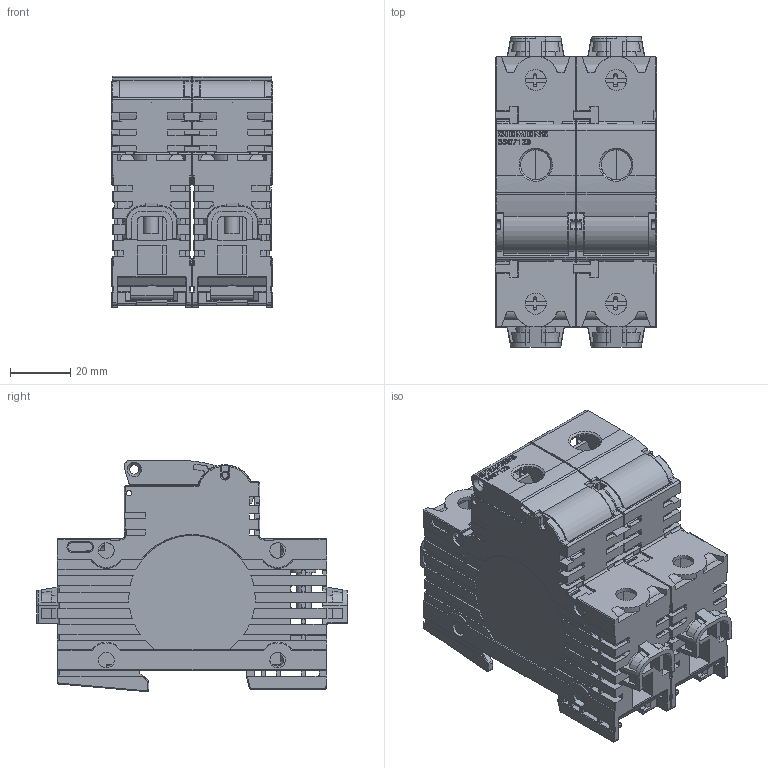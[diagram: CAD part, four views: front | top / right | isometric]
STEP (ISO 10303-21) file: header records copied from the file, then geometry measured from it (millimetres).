
FILE_DESCRIPTION(/* description */ (''),/* implementation_level */ '2;1');
FILE_NAME(/* name */ '5SG7123_v.stp',/* time_stamp */ '2023-03-31T15:13:10+02:00',/* author */ ('"(c) Siemens AG Smart Infrastructure"'),/* organization */ ('"(c) Siemens AG - Smart Infrastructure - EP"'),/* preprocessor_version */ 'ST-DEVELOPER v18.101',/* originating_system */ 'SIEMENS PLM Software NX 2008',/* authorisation */ '"Transmittal reproduction, dissemination and/or editing of this document as well as utilization of its contents and communication thereof to others without express authorization is prohibited. Offenders will be held liable for payment of damages. All rights created by patent grant or registration of a utility model or design patent are reserved."');
FILE_SCHEMA (('AUTOMOTIVE_DESIGN { 1 0 10303 214 3 1 1 1 }'));
Products named in the file (1): model1
Bounding box: 53.6 x 103.2 x 76.96 mm (x, y, z)
Volume: 212295.9 mm3; surface area: 66119.7 mm2
Topology: 5 solids, 13 shells, 2640 faces, 7685 edges, 4966 vertices
Faces by surface type: plane 1329, cylinder 1008, torus 143, cone 86, sphere 46, extrusion 21, bspline 7
Full cylindrical faces by diameter (mm): 1.8 x3, 2 x4, 5 x4, 5.2 x11, 7 x6, 8.2 x4, 16 x2, 18 x2
Entity records: 108051 total; most frequent: CARTESIAN_POINT 18959, ORIENTED_EDGE 15064, DIRECTION 14680, EDGE_CURVE 7532, VERTEX_POINT 4902, AXIS2_PLACEMENT_3D 4899, VECTOR 4882, LINE 4861
